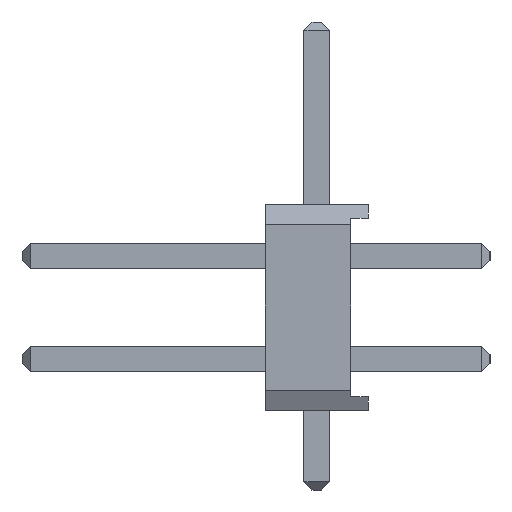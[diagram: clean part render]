
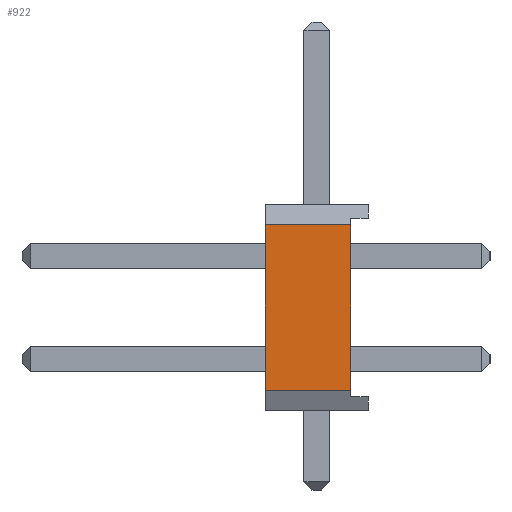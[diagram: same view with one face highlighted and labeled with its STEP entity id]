
A CAD part, left-side view. The second image highlights one B-rep face of the part: STEP entity #922.
In plain terms, the highlighted planar face has unit normal (-1, 0, 0).
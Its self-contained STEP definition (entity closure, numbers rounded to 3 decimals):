
#922 = ADVANCED_FACE( '', ( #1944 ), #1945, .T. );
#1944 = FACE_OUTER_BOUND( '', #3002, .T. );
#1945 = PLANE( '', #3003 );
#3002 = EDGE_LOOP( '', ( #6043, #6044, #6045, #6046 ) );
#3003 = AXIS2_PLACEMENT_3D( '', #6047, #6048, #6049 );
#6043 = ORIENTED_EDGE( '', *, *, #6437, .F. );
#6044 = ORIENTED_EDGE( '', *, *, #6769, .T. );
#6045 = ORIENTED_EDGE( '', *, *, #7354, .T. );
#6046 = ORIENTED_EDGE( '', *, *, #6973, .T. );
#6047 = CARTESIAN_POINT( '', ( -20.32, 0., 0. ) );
#6048 = DIRECTION( '', ( -1., 0., 0. ) );
#6049 = DIRECTION( '', ( 0., 0., 1. ) );
#6437 = EDGE_CURVE( '', #7841, #7843, #7844, .T. );
#6769 = EDGE_CURVE( '', #7841, #8397, #8399, .T. );
#6973 = EDGE_CURVE( '', #8715, #7843, #8716, .T. );
#7354 = EDGE_CURVE( '', #8397, #8715, #9154, .T. );
#7841 = VERTEX_POINT( '', #9859 );
#7843 = VERTEX_POINT( '', #9862 );
#7844 = LINE( '', #9863, #9864 );
#8397 = VERTEX_POINT( '', #10686 );
#8399 = LINE( '', #10689, #10690 );
#8715 = VERTEX_POINT( '', #11196 );
#8716 = LINE( '', #11197, #11198 );
#9154 = LINE( '', #11850, #11851 );
#9859 = CARTESIAN_POINT( '', ( -20.32, -0.832, -3.31 ) );
#9862 = CARTESIAN_POINT( '', ( -20.32, 1.27, -3.31 ) );
#9863 = CARTESIAN_POINT( '', ( -20.32, 0., -3.31 ) );
#9864 = VECTOR( '', #12087, 1000. );
#10686 = CARTESIAN_POINT( '', ( -20.32, -0.832, 0.77 ) );
#10689 = CARTESIAN_POINT( '', ( -20.32, -0.832, 0. ) );
#10690 = VECTOR( '', #12358, 1000. );
#11196 = CARTESIAN_POINT( '', ( -20.32, 1.27, 0.77 ) );
#11197 = CARTESIAN_POINT( '', ( -20.32, 1.27, 1.27 ) );
#11198 = VECTOR( '', #12549, 1000. );
#11850 = CARTESIAN_POINT( '', ( -20.32, 0., 0.77 ) );
#11851 = VECTOR( '', #12764, 1000. );
#12087 = DIRECTION( '', ( 0., 1., 0. ) );
#12358 = DIRECTION( '', ( 0., 0., 1. ) );
#12549 = DIRECTION( '', ( 0., 0., -1. ) );
#12764 = DIRECTION( '', ( 0., 1., 0. ) );
